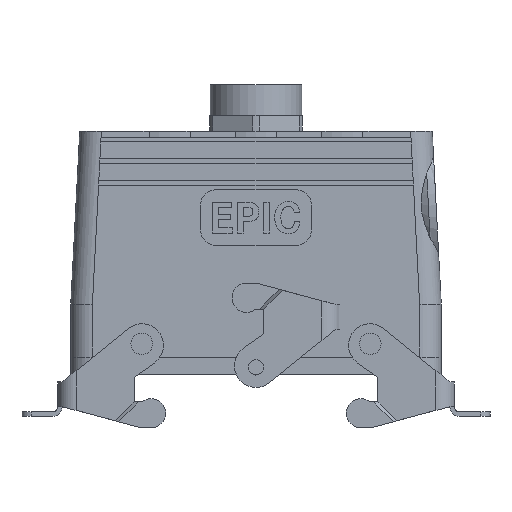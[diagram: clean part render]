
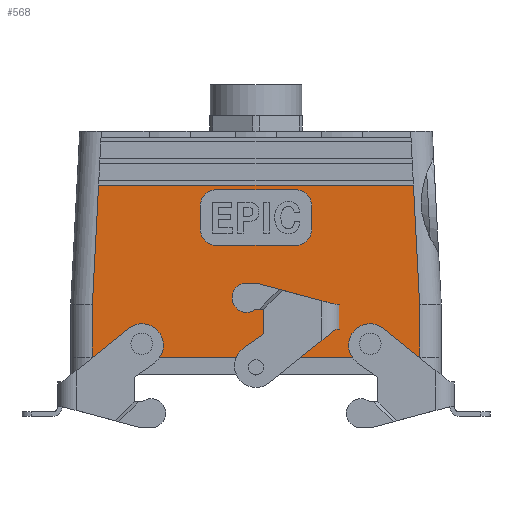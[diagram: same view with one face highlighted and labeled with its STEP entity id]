
A CAD part, front view. The second image highlights one B-rep face of the part: STEP entity #568.
In plain terms, the highlighted planar face has unit normal (0, -1, 0).
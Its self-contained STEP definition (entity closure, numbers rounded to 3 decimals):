
#568 = ADVANCED_FACE( '', ( #1258, #1259, #1260, #1261 ), #1262, .F. );
#1258 = FACE_BOUND( '', #2082, .T. );
#1259 = FACE_OUTER_BOUND( '', #2083, .T. );
#1260 = FACE_BOUND( '', #2084, .T. );
#1261 = FACE_BOUND( '', #2085, .T. );
#1262 = PLANE( '', #2086 );
#2082 = EDGE_LOOP( '', ( #3713 ) );
#2083 = EDGE_LOOP( '', ( #3714, #3715, #3716, #3717, #3718, #3719 ) );
#2084 = EDGE_LOOP( '', ( #3720 ) );
#2085 = EDGE_LOOP( '', ( #3721, #3722, #3723, #3724, #3725, #3726, #3727, #3728 ) );
#2086 = AXIS2_PLACEMENT_3D( '', #3729, #3730, #3731 );
#3713 = ORIENTED_EDGE( '', *, *, #5408, .F. );
#3714 = ORIENTED_EDGE( '', *, *, #5260, .T. );
#3715 = ORIENTED_EDGE( '', *, *, #5073, .T. );
#3716 = ORIENTED_EDGE( '', *, *, #5409, .F. );
#3717 = ORIENTED_EDGE( '', *, *, #5295, .F. );
#3718 = ORIENTED_EDGE( '', *, *, #5088, .F. );
#3719 = ORIENTED_EDGE( '', *, *, #5013, .T. );
#3720 = ORIENTED_EDGE( '', *, *, #5153, .T. );
#3721 = ORIENTED_EDGE( '', *, *, #5286, .T. );
#3722 = ORIENTED_EDGE( '', *, *, #5396, .T. );
#3723 = ORIENTED_EDGE( '', *, *, #5410, .T. );
#3724 = ORIENTED_EDGE( '', *, *, #5411, .T. );
#3725 = ORIENTED_EDGE( '', *, *, #5412, .T. );
#3726 = ORIENTED_EDGE( '', *, *, #5133, .T. );
#3727 = ORIENTED_EDGE( '', *, *, #5413, .T. );
#3728 = ORIENTED_EDGE( '', *, *, #5106, .T. );
#3729 = CARTESIAN_POINT( '', ( -60., -21.5, 20. ) );
#3730 = DIRECTION( '', ( 0., 1., 0. ) );
#3731 = DIRECTION( '', ( -1., 0., 0. ) );
#5013 = EDGE_CURVE( '', #6057, #6055, #6058, .F. );
#5073 = EDGE_CURVE( '', #6146, #6151, #6153, .T. );
#5088 = EDGE_CURVE( '', #6057, #6168, #6177, .T. );
#5106 = EDGE_CURVE( '', #6201, #6202, #6203, .T. );
#5133 = EDGE_CURVE( '', #6247, #6248, #6249, .T. );
#5153 = EDGE_CURVE( '', #6276, #6276, #6277, .T. );
#5260 = EDGE_CURVE( '', #6055, #6146, #6441, .T. );
#5286 = EDGE_CURVE( '', #6202, #6480, #6481, .T. );
#5295 = EDGE_CURVE( '', #6168, #6491, #6492, .F. );
#5396 = EDGE_CURVE( '', #6480, #6629, #6630, .T. );
#5408 = EDGE_CURVE( '', #6644, #6644, #6645, .T. );
#5409 = EDGE_CURVE( '', #6491, #6151, #6646, .T. );
#5410 = EDGE_CURVE( '', #6629, #6647, #6648, .T. );
#5411 = EDGE_CURVE( '', #6647, #6649, #6650, .T. );
#5412 = EDGE_CURVE( '', #6649, #6247, #6651, .T. );
#5413 = EDGE_CURVE( '', #6248, #6201, #6652, .T. );
#6055 = VERTEX_POINT( '', #7646 );
#6057 = VERTEX_POINT( '', #7648 );
#6058 = LINE( '', #7649, #7650 );
#6146 = VERTEX_POINT( '', #7776 );
#6151 = VERTEX_POINT( '', #7782 );
#6153 = LINE( '', #7784, #7785 );
#6168 = VERTEX_POINT( '', #7804 );
#6177 = LINE( '', #7817, #7818 );
#6201 = VERTEX_POINT( '', #7853 );
#6202 = VERTEX_POINT( '', #7854 );
#6203 = LINE( '', #7855, #7856 );
#6247 = VERTEX_POINT( '', #7916 );
#6248 = VERTEX_POINT( '', #7917 );
#6249 = LINE( '', #7918, #7919 );
#6276 = VERTEX_POINT( '', #7993 );
#6277 = CIRCLE( '', #7994, 2.45 );
#6441 = LINE( '', #8222, #8223 );
#6480 = VERTEX_POINT( '', #8295 );
#6481 = CIRCLE( '', #8296, 5. );
#6491 = VERTEX_POINT( '', #8328 );
#6492 = LINE( '', #8329, #8330 );
#6629 = VERTEX_POINT( '', #8507 );
#6630 = LINE( '', #8508, #8509 );
#6644 = VERTEX_POINT( '', #8529 );
#6645 = CIRCLE( '', #8530, 2.45 );
#6646 = LINE( '', #8531, #8532 );
#6647 = VERTEX_POINT( '', #8533 );
#6648 = CIRCLE( '', #8534, 5. );
#6649 = VERTEX_POINT( '', #8535 );
#6650 = LINE( '', #8536, #8537 );
#6651 = CIRCLE( '', #8538, 5. );
#6652 = CIRCLE( '', #8539, 5. );
#7646 = CARTESIAN_POINT( '', ( -53., -21.5, 19.819 ) );
#7648 = CARTESIAN_POINT( '', ( -50.997, -21.5, 58.5 ) );
#7649 = CARTESIAN_POINT( '', ( -53.009, -21.5, 19.638 ) );
#7650 = VECTOR( '', #9128, 1000. );
#7776 = CARTESIAN_POINT( '', ( -53., -21.5, 2.8 ) );
#7782 = CARTESIAN_POINT( '', ( 53., -21.5, 2.8 ) );
#7784 = CARTESIAN_POINT( '', ( -60., -21.5, 2.8 ) );
#7785 = VECTOR( '', #9198, 1000. );
#7804 = CARTESIAN_POINT( '', ( 50.997, -21.5, 58.5 ) );
#7817 = CARTESIAN_POINT( '', ( -50.997, -21.5, 58.5 ) );
#7818 = VECTOR( '', #9215, 1000. );
#7853 = CARTESIAN_POINT( '', ( -18., -21.5, 44. ) );
#7854 = CARTESIAN_POINT( '', ( -18., -21.5, 52. ) );
#7855 = CARTESIAN_POINT( '', ( -18., -21.5, 44. ) );
#7856 = VECTOR( '', #9233, 1000. );
#7916 = CARTESIAN_POINT( '', ( 13., -21.5, 39. ) );
#7917 = CARTESIAN_POINT( '', ( -13., -21.5, 39. ) );
#7918 = CARTESIAN_POINT( '', ( 13., -21.5, 39. ) );
#7919 = VECTOR( '', #9261, 1000. );
#7993 = CARTESIAN_POINT( '', ( -34.55, -21.5, 7.1 ) );
#7994 = AXIS2_PLACEMENT_3D( '', #9281, #9282, #9283 );
#8222 = CARTESIAN_POINT( '', ( -53., -21.5, 20. ) );
#8223 = VECTOR( '', #9398, 1000. );
#8295 = CARTESIAN_POINT( '', ( -13., -21.5, 57. ) );
#8296 = AXIS2_PLACEMENT_3D( '', #9421, #9422, #9423 );
#8328 = CARTESIAN_POINT( '', ( 53., -21.5, 19.819 ) );
#8329 = CARTESIAN_POINT( '', ( 53.009, -21.5, 19.638 ) );
#8330 = VECTOR( '', #9431, 1000. );
#8507 = CARTESIAN_POINT( '', ( 13., -21.5, 57. ) );
#8508 = CARTESIAN_POINT( '', ( -13., -21.5, 57. ) );
#8509 = VECTOR( '', #9555, 1000. );
#8529 = CARTESIAN_POINT( '', ( 34.55, -21.5, 7.1 ) );
#8530 = AXIS2_PLACEMENT_3D( '', #9565, #9566, #9567 );
#8531 = CARTESIAN_POINT( '', ( 53., -21.5, 20. ) );
#8532 = VECTOR( '', #9568, 1000. );
#8533 = CARTESIAN_POINT( '', ( 18., -21.5, 52. ) );
#8534 = AXIS2_PLACEMENT_3D( '', #9569, #9570, #9571 );
#8535 = CARTESIAN_POINT( '', ( 18., -21.5, 44. ) );
#8536 = CARTESIAN_POINT( '', ( 18., -21.5, 52. ) );
#8537 = VECTOR( '', #9572, 1000. );
#8538 = AXIS2_PLACEMENT_3D( '', #9573, #9574, #9575 );
#8539 = AXIS2_PLACEMENT_3D( '', #9576, #9577, #9578 );
#9128 = DIRECTION( '', ( 0.052, 0., 0.999 ) );
#9198 = DIRECTION( '', ( 1., 0., 0. ) );
#9215 = DIRECTION( '', ( 1., 0., 0. ) );
#9233 = DIRECTION( '', ( 0., 0., 1. ) );
#9261 = DIRECTION( '', ( -1., 0., 0. ) );
#9281 = CARTESIAN_POINT( '', ( -37., -21.5, 7.1 ) );
#9282 = DIRECTION( '', ( 0., 1., 0. ) );
#9283 = DIRECTION( '', ( 1., 0., 0. ) );
#9398 = DIRECTION( '', ( 0., 0., -1. ) );
#9421 = CARTESIAN_POINT( '', ( -13., -21.5, 52. ) );
#9422 = DIRECTION( '', ( 0., 1., 0. ) );
#9423 = DIRECTION( '', ( 1., 0., 0. ) );
#9431 = DIRECTION( '', ( -0.052, 0., 0.999 ) );
#9555 = DIRECTION( '', ( 1., 0., 0. ) );
#9565 = CARTESIAN_POINT( '', ( 37., -21.5, 7.1 ) );
#9566 = DIRECTION( '', ( 0., -1., 0. ) );
#9567 = DIRECTION( '', ( -1., 0., 0. ) );
#9568 = DIRECTION( '', ( 0., 0., -1. ) );
#9569 = CARTESIAN_POINT( '', ( 13., -21.5, 52. ) );
#9570 = DIRECTION( '', ( 0., 1., 0. ) );
#9571 = DIRECTION( '', ( -1., 0., 0. ) );
#9572 = DIRECTION( '', ( 0., 0., -1. ) );
#9573 = CARTESIAN_POINT( '', ( 13., -21.5, 44. ) );
#9574 = DIRECTION( '', ( 0., 1., 0. ) );
#9575 = DIRECTION( '', ( 1., 0., 0. ) );
#9576 = CARTESIAN_POINT( '', ( -13., -21.5, 44. ) );
#9577 = DIRECTION( '', ( 0., 1., 0. ) );
#9578 = DIRECTION( '', ( 1., 0., 0. ) );
